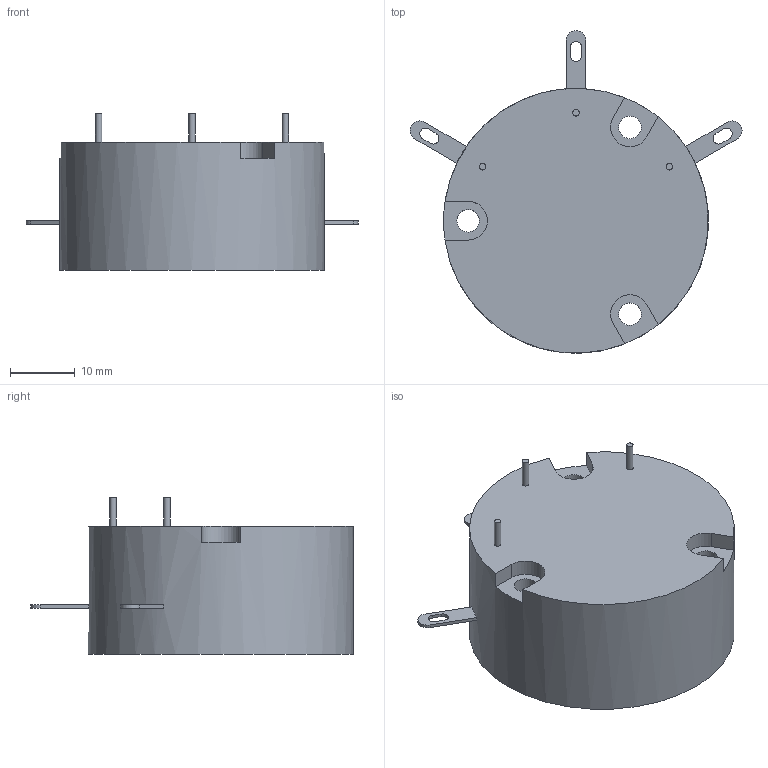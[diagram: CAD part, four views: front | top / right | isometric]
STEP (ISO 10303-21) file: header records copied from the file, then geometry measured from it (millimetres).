
FILE_DESCRIPTION(/* description */ (''),/* implementation_level */ '2;1');
FILE_NAME(/* name */ 'Standard Sensor - mit Laschen.stp',/* time_stamp */ '2022-11-07T09:17:05+01:00',/* author */ ('station1'),/* organization */ (''),/* preprocessor_version */ 'ST-DEVELOPER v18.1',/* originating_system */ 'Autodesk Inventor 2021',/* authorisation */ '');
FILE_SCHEMA (('AUTOMOTIVE_DESIGN { 1 0 10303 214 3 1 1 }'));
Length unit declared in the file: millimetre
Products named in the file (1): Standard Sensor - mit Laschen
Bounding box: 51.4 x 49.95 x 24.25 mm (x, y, z)
Volume: 25474.5 mm3; surface area: 5996.5 mm2
Topology: 1 solids, 1 shells, 51 faces, 136 edges, 93 vertices
Faces by surface type: plane 32, cylinder 19
Full cylindrical faces by diameter (mm): 1 x3, 3.5 x3, 41 x1
Entity records: 1748 total; most frequent: DIRECTION 297, CARTESIAN_POINT 281, ORIENTED_EDGE 272, EDGE_CURVE 136, AXIS2_PLACEMENT_3D 109, VERTEX_POINT 93, LINE 79, VECTOR 79
